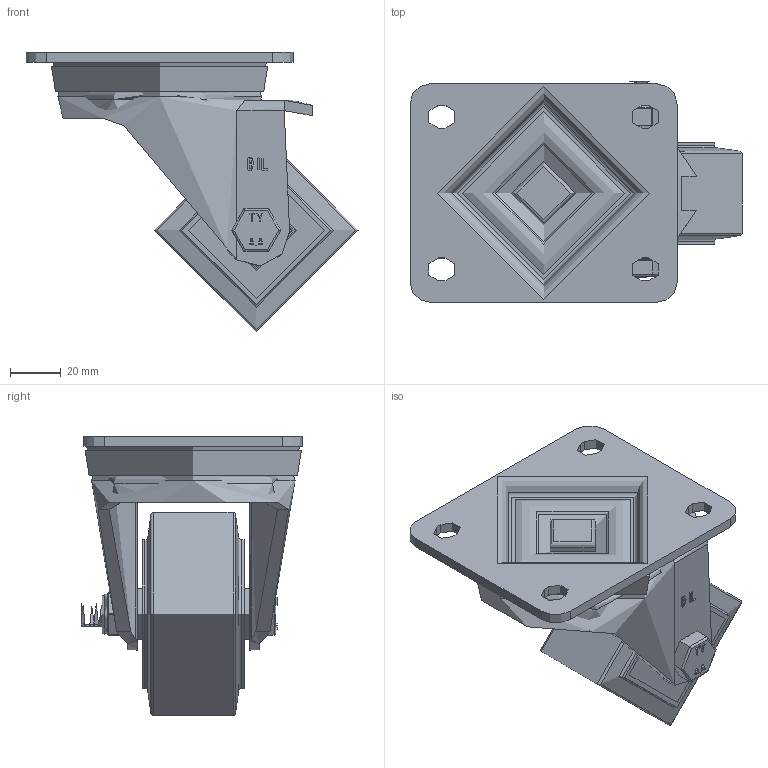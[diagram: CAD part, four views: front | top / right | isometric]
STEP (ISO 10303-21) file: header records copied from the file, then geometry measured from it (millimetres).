
FILE_DESCRIPTION(/* description */ (''),/* implementation_level */ '2;1');
FILE_NAME(/* name */ 'BZH80ERBJ.step',/* time_stamp */ '2025-05-07T17:02:57+01:00',/* author */ (''),/* organization */ (''),/* preprocessor_version */ 'ST-DEVELOPER v20.1',/* originating_system */ 'Autodesk Translation Framework v14.4.0.0',/* authorisation */ '');
FILE_SCHEMA (('AUTOMOTIVE_DESIGN { 1 0 10303 214 3 1 1 }'));
Length unit declared in the file: millimetre
Products named in the file (29): BZH80ERBJ; BZH80AS - 2 - 44 v1; BZH80AS - 2 v2 (1); ZINC PLATED, PRESSED STEEL TOP PLATE (1); ZINC PLATED, PRESSED STEEL FORKS (1); BEARING SEAL (1); BZH80WERBJM15 v1; 65 SHORE A ELASTIC RUBBER TYRE; ALUMINIUM RIM; BEARING6002; Pattern; BEARING6002 (1); Pattern (1); Component1; METAL; METAL2; MIDDLE; RUBBER; BEARING SPACER; TH15X2X10 v1; ZINC PLATED HEADED SPACER; TH15X2X10 v1 (1); ZINC PLATED HEADED SPACER (1); HEXBOLTM10X70Z8.8 v2; GRADE 8.8 THREADED ZINC PLATED BOLT; NYLOCM10Z v1; NYLOC NUT; RUBBER (1); NUT
Assembly tree (51 placements, depth 5):
  BZH80ERBJ
    BZH80AS - 2 - 44 v1
      BZH80AS - 2 v2 (1)
        ZINC PLATED, PRESSED STEEL TOP PLATE (1)
        ZINC PLATED, PRESSED STEEL FORKS (1)
        BEARING SEAL (1)
    BZH80WERBJM15 v1
      65 SHORE A ELASTIC RUBBER TYRE
      ALUMINIUM RIM
      BEARING6002
        METAL
        METAL2
        Pattern
          Component1  x9
        MIDDLE
        RUBBER  x2
      BEARING6002 (1)
        Pattern (1)
          Component1  x9
        METAL
        METAL2
        MIDDLE
        RUBBER  x2
      BEARING SPACER
    TH15X2X10 v1
      ZINC PLATED HEADED SPACER
    TH15X2X10 v1 (1)
      ZINC PLATED HEADED SPACER (1)
    HEXBOLTM10X70Z8.8 v2
      GRADE 8.8 THREADED ZINC PLATED BOLT
    NYLOCM10Z v1
      NYLOC NUT
        RUBBER (1)
        NUT
Bounding box: 130.5 x 87 x 110 mm (x, y, z)
Volume: 304023.2 mm3; surface area: 118741.7 mm2
Topology: 39 solids, 39 shells, 1131 faces, 2841 edges, 1848 vertices
Faces by surface type: plane 412, bspline 402, cylinder 194, sphere 66, cone 31, torus 26
Full cylindrical faces by diameter (mm): 8.141 x18, 9.85 x19, 10 x3, 10.2 x2, 10.5 x2, 12 x2, 14.75 x2, 15 x3, 16 x2, 19 x3, 20 x7, 20.5 x4, 21.5 x4, 25 x2, 26.8 x4, 28 x3, 28.2 x8, 31 x1, 32 x5, 50.5 x1, 53.5 x2, 58.5 x2, 72 x1, 80 x2
Entity records: 25790 total; most frequent: CARTESIAN_POINT 11168, ORIENTED_EDGE 3004, DIRECTION 2596, EDGE_CURVE 1502, AXIS2_PLACEMENT_3D 981, VERTEX_POINT 968, EDGE_LOOP 723, LINE 634
